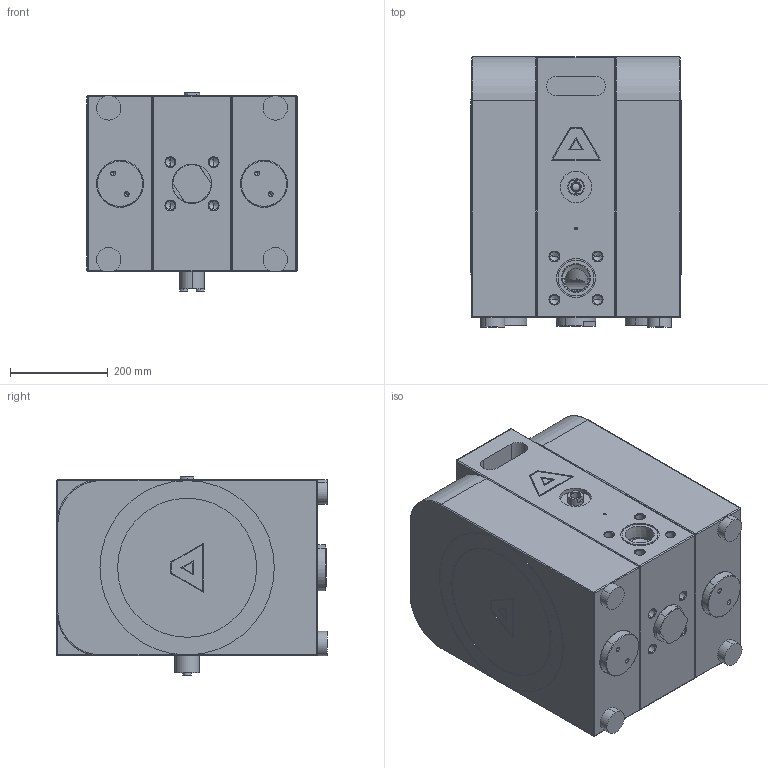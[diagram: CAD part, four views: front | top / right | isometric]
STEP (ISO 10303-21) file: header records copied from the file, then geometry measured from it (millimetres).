
FILE_DESCRIPTION (( 'STEP AP203' ), '1' );
FILE_NAME ('E50-Assembly-俋倛芞.STEP', '2025-06-23T05:00:21', ( '' ), ( '' ), 'SwSTEP 2.0', 'SolidWorks 2022', '' );
FILE_SCHEMA (( 'CONFIG_CONTROL_DESIGN' ));
Length unit declared in the file: millimetre
Products named in the file (15): 1 40 A47-Air inlet_Basic; 2 50 A12-Connecting sleeve_Basic; 1 15 A46-Premuffler_Basic; 1 40 A22-Shock absorbers_Basic; 2 50 A30-Shaft_Basic; E50-Assembly-外形图; 7 50 A19-Plug, center housing_Basic; 7 50 A17-Plug, side housing_Basic; 7 50 A15-Valve stop，discharge valve_Basic; 7 50 A21-Housing bolt_Basic; 7 50 A10-Side housing_Basic; 7 50 A08-Tension disc_Basic; 1 50 A45-Muffler_Basic; 7 50 A11-Center housing_Basic; Abdeckkappe Doppelende E 50 - PSG China.step_Basic
Assembly tree (32 placements, depth 2):
  E50-Assembly-外形图
    7 50 A11-Center housing_Basic
    7 50 A10-Side housing_Basic  x2
    1 40 A22-Shock absorbers_Basic  x4
    7 50 A15-Valve stop，discharge valve_Basic  x2
    7 50 A08-Tension disc_Basic  x2
    2 50 A12-Connecting sleeve_Basic  x4
    7 50 A21-Housing bolt_Basic  x8
    1 50 A45-Muffler_Basic
    1 40 A47-Air inlet_Basic
    2 50 A30-Shaft_Basic
    7 50 A17-Plug, side housing_Basic  x2
    7 50 A19-Plug, center housing_Basic
    1 15 A46-Premuffler_Basic
    Abdeckkappe Doppelende E 50 - PSG China.step_Basic  x2
Bounding box: 430 x 552 x 404.38 mm (x, y, z)
Volume: 66142747 mm3; surface area: 3279418.1 mm2
Topology: 32 solids, 32 shells, 1352 faces, 3110 edges, 1869 vertices
Faces by surface type: cylinder 585, plane 318, cone 273, torus 160, sphere 16
Entity records: 28807 total; most frequent: CARTESIAN_POINT 5595, DIRECTION 4931, ORIENTED_EDGE 4062, AXIS2_PLACEMENT_3D 2071, EDGE_CURVE 2031, VERTEX_POINT 1260, CIRCLE 1144, EDGE_LOOP 1077
